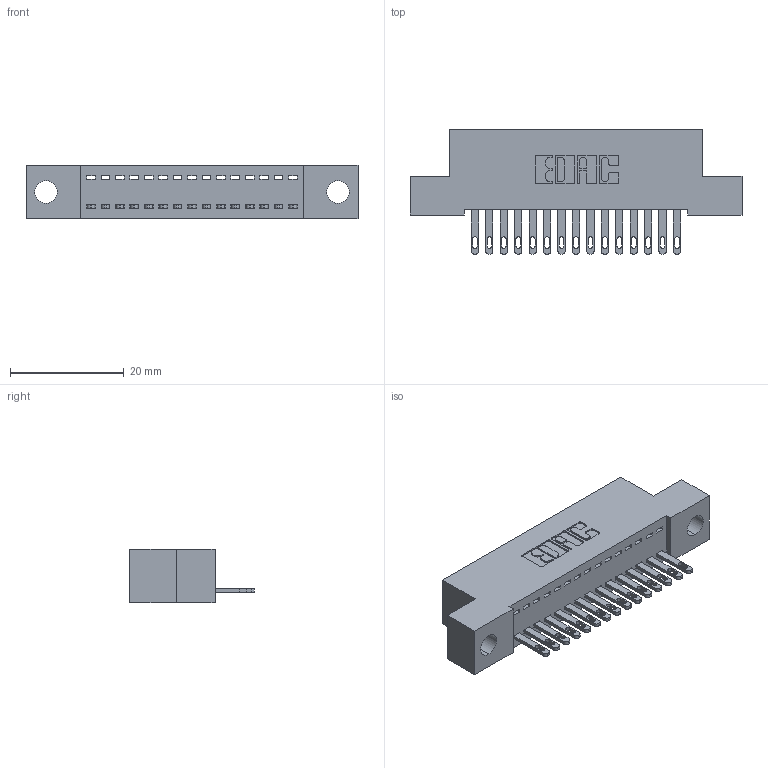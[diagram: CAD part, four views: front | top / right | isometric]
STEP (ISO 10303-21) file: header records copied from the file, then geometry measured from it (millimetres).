
FILE_DESCRIPTION (( 'STEP AP203' ), '1' );
FILE_NAME ('892-015-500-104.STEP', '2020-09-21T13:21:50', ( '' ), ( '' ), 'SwSTEP 2.0', 'SolidWorks 2020', '' );
FILE_SCHEMA (( 'CONFIG_CONTROL_DESIGN' ));
Length unit declared in the file: inch
Products named in the file (3): 345-292-001_345-293-100; 892-015-500-104; 842 Part_.156 TH
Assembly tree (16 placements, depth 2):
  892-015-500-104
    842 Part_.156 TH
    345-292-001_345-293-100  x15
Bounding box: 58.42 x 21.85 x 9.4 mm (x, y, z)
Volume: 4945.1 mm3; surface area: 6605.8 mm2
Topology: 16 solids, 16 shells, 920 faces, 2819 edges, 1878 vertices
Faces by surface type: plane 606, cylinder 314
Entity records: 12463 total; most frequent: CARTESIAN_POINT 2159, ORIENTED_EDGE 2110, DIRECTION 1877, EDGE_CURVE 1055, VECTOR 923, LINE 923, VERTEX_POINT 702, AXIS2_PLACEMENT_3D 477
